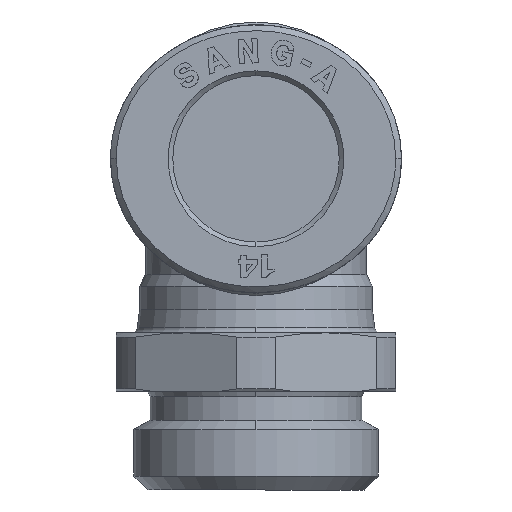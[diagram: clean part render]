
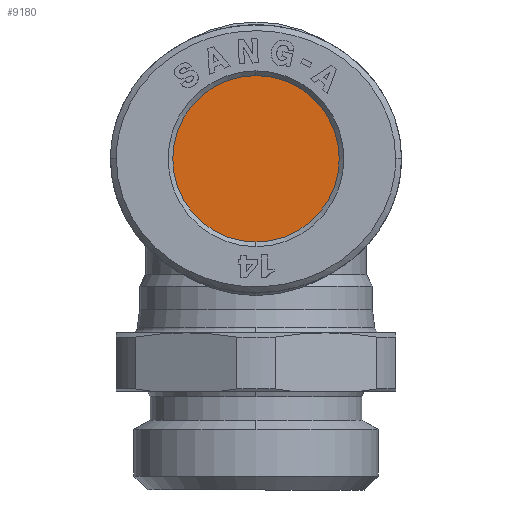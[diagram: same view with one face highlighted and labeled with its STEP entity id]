
A CAD part, left-side view. The second image highlights one B-rep face of the part: STEP entity #9180.
In plain terms, the highlighted planar face has unit normal (-1, 0, 0).
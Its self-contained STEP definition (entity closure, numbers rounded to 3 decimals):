
#1254 = CIRCLE ( 'NONE', #14295, 7.15 ) ;
#1894 = DIRECTION ( 'NONE',  ( 0., 0., -1. ) ) ;
#2126 = PLANE ( 'NONE',  #11286 ) ;
#2839 = CARTESIAN_POINT ( 'NONE',  ( -7.5, 0., 0. ) ) ;
#2937 = CARTESIAN_POINT ( 'NONE',  ( -7.5, 0., -7.15 ) ) ;
#3085 = ORIENTED_EDGE ( 'NONE', *, *, #8772, .T. ) ;
#3430 = VERTEX_POINT ( 'NONE', #14841 ) ;
#4383 = AXIS2_PLACEMENT_3D ( 'NONE', #11325, #5609, #1894 ) ;
#5345 = EDGE_CURVE ( 'NONE', #6027, #3430, #1254, .T. ) ;
#5609 = DIRECTION ( 'NONE',  ( -1., 0., 0. ) ) ;
#6027 = VERTEX_POINT ( 'NONE', #2937 ) ;
#8772 = EDGE_CURVE ( 'NONE', #3430, #6027, #9508, .T. ) ;
#9076 = CARTESIAN_POINT ( 'NONE',  ( -7.5, 0., 0. ) ) ;
#9180 = ADVANCED_FACE ( 'NONE', ( #10062 ), #2126, .F. ) ;
#9508 = CIRCLE ( 'NONE', #4383, 7.15 ) ;
#10062 = FACE_OUTER_BOUND ( 'NONE', #10948, .T. ) ;
#10848 = DIRECTION ( 'NONE',  ( 0., 0., -1. ) ) ;
#10948 = EDGE_LOOP ( 'NONE', ( #12696, #3085 ) ) ;
#11286 = AXIS2_PLACEMENT_3D ( 'NONE', #9076, #14892, #12586 ) ;
#11325 = CARTESIAN_POINT ( 'NONE',  ( -7.5, 0., 0. ) ) ;
#12112 = DIRECTION ( 'NONE',  ( -1., 0., 0. ) ) ;
#12586 = DIRECTION ( 'NONE',  ( 0., 0., -1. ) ) ;
#12696 = ORIENTED_EDGE ( 'NONE', *, *, #5345, .T. ) ;
#14295 = AXIS2_PLACEMENT_3D ( 'NONE', #2839, #12112, #10848 ) ;
#14841 = CARTESIAN_POINT ( 'NONE',  ( -7.5, 0., 7.15 ) ) ;
#14892 = DIRECTION ( 'NONE',  ( 1., 0., 0. ) ) ;
